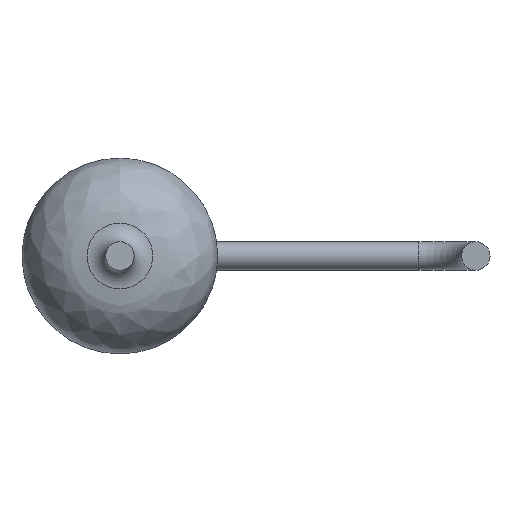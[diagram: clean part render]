
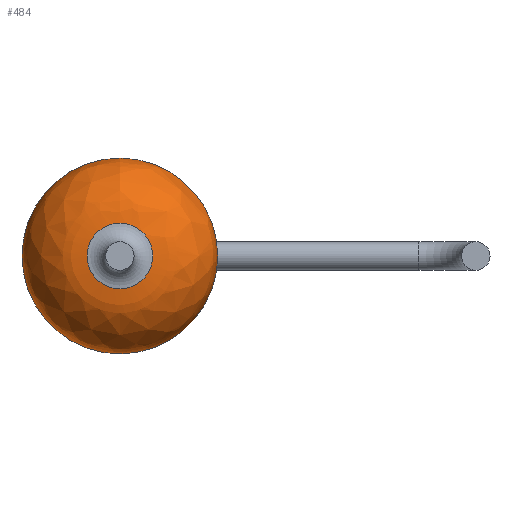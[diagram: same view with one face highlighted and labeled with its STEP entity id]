
A CAD part, front view. The second image highlights one B-rep face of the part: STEP entity #484.
In plain terms, the highlighted free-form (B-spline) face has degree [2, 2] with [3, 9] control points.
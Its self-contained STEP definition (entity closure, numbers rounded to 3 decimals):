
#22=(
BOUNDED_SURFACE()
B_SPLINE_SURFACE(2,2,((#825,#826,#827,#828,#829,#830,#831,#832,#833),(#834,
#835,#836,#837,#838,#839,#840,#841,#842),(#843,#844,#845,#846,#847,#848,
#849,#850,#851)),.UNSPECIFIED.,.F.,.T.,.F.)
B_SPLINE_SURFACE_WITH_KNOTS((3,3),(3,2,2,2,3),(0.,1.52),(-3.142,
-1.571,0.,1.571,3.142),.UNSPECIFIED.)
GEOMETRIC_REPRESENTATION_ITEM()
RATIONAL_B_SPLINE_SURFACE(((1.,0.707,1.,0.707,1.,
0.707,1.,0.707,1.),(0.725,0.512,
0.725,0.512,0.725,0.512,
0.725,0.512,0.725),(1.,0.707,
1.,0.707,1.,0.707,1.,0.707,1.)))
REPRESENTATION_ITEM('')
SURFACE()
);
#48=FACE_OUTER_BOUND('',#81,.T.);
#81=EDGE_LOOP('',(#330,#331,#332,#333,#334,#335));
#153=CIRCLE('',#548,0.922);
#154=CIRCLE('',#549,0.922);
#157=CIRCLE('',#552,1.925);
#158=CIRCLE('',#553,2.75);
#159=CIRCLE('',#554,2.75);
#203=VERTEX_POINT('',#818);
#204=VERTEX_POINT('',#819);
#206=VERTEX_POINT('',#852);
#207=VERTEX_POINT('',#854);
#249=EDGE_CURVE('',#203,#204,#153,.T.);
#250=EDGE_CURVE('',#204,#203,#154,.T.);
#253=EDGE_CURVE('',#204,#206,#157,.T.);
#254=EDGE_CURVE('',#206,#207,#158,.T.);
#255=EDGE_CURVE('',#207,#206,#159,.T.);
#330=ORIENTED_EDGE('',*,*,#249,.F.);
#331=ORIENTED_EDGE('',*,*,#250,.F.);
#332=ORIENTED_EDGE('',*,*,#253,.T.);
#333=ORIENTED_EDGE('',*,*,#254,.T.);
#334=ORIENTED_EDGE('',*,*,#255,.T.);
#335=ORIENTED_EDGE('',*,*,#253,.F.);
#484=ADVANCED_FACE('',(#48),#22,.F.);
#548=AXIS2_PLACEMENT_3D('',#820,#650,#651);
#549=AXIS2_PLACEMENT_3D('',#821,#652,#653);
#552=AXIS2_PLACEMENT_3D('',#853,#658,#659);
#553=AXIS2_PLACEMENT_3D('',#855,#660,#661);
#554=AXIS2_PLACEMENT_3D('',#856,#662,#663);
#650=DIRECTION('center_axis',(0.,-1.,0.));
#651=DIRECTION('ref_axis',(1.,0.,0.));
#652=DIRECTION('center_axis',(0.,-1.,0.));
#653=DIRECTION('ref_axis',(1.,0.,0.));
#658=DIRECTION('center_axis',(-1.,0.,0.));
#659=DIRECTION('ref_axis',(0.,0.,1.));
#660=DIRECTION('center_axis',(0.,-1.,0.));
#661=DIRECTION('ref_axis',(1.,0.,0.));
#662=DIRECTION('center_axis',(0.,-1.,0.));
#663=DIRECTION('ref_axis',(1.,0.,0.));
#818=CARTESIAN_POINT('',(-0.922,0.002,0.));
#819=CARTESIAN_POINT('',(0.,0.002,0.922));
#820=CARTESIAN_POINT('Origin',(0.,0.002,0.));
#821=CARTESIAN_POINT('Origin',(0.,0.002,0.));
#825=CARTESIAN_POINT('Ctrl Pts',(0.,1.925,2.75));
#826=CARTESIAN_POINT('Ctrl Pts',(-2.75,1.925,2.75));
#827=CARTESIAN_POINT('Ctrl Pts',(-2.75,1.925,0.));
#828=CARTESIAN_POINT('Ctrl Pts',(-2.75,1.925,-2.75));
#829=CARTESIAN_POINT('Ctrl Pts',(0.,1.925,-2.75));
#830=CARTESIAN_POINT('Ctrl Pts',(2.75,1.925,-2.75));
#831=CARTESIAN_POINT('Ctrl Pts',(2.75,1.925,0.));
#832=CARTESIAN_POINT('Ctrl Pts',(2.75,1.925,2.75));
#833=CARTESIAN_POINT('Ctrl Pts',(0.,1.925,2.75));
#834=CARTESIAN_POINT('Ctrl Pts',(0.,0.095,2.75));
#835=CARTESIAN_POINT('Ctrl Pts',(-2.75,0.095,2.75));
#836=CARTESIAN_POINT('Ctrl Pts',(-2.75,0.095,0.));
#837=CARTESIAN_POINT('Ctrl Pts',(-2.75,0.095,-2.75));
#838=CARTESIAN_POINT('Ctrl Pts',(0.,0.095,-2.75));
#839=CARTESIAN_POINT('Ctrl Pts',(2.75,0.095,-2.75));
#840=CARTESIAN_POINT('Ctrl Pts',(2.75,0.095,0.));
#841=CARTESIAN_POINT('Ctrl Pts',(2.75,0.095,2.75));
#842=CARTESIAN_POINT('Ctrl Pts',(0.,0.095,2.75));
#843=CARTESIAN_POINT('Ctrl Pts',(0.,0.002,0.922));
#844=CARTESIAN_POINT('Ctrl Pts',(-0.922,0.002,
0.922));
#845=CARTESIAN_POINT('Ctrl Pts',(-0.922,0.002,
0.));
#846=CARTESIAN_POINT('Ctrl Pts',(-0.922,0.002,
-0.922));
#847=CARTESIAN_POINT('Ctrl Pts',(0.,0.002,-0.922));
#848=CARTESIAN_POINT('Ctrl Pts',(0.922,0.002,-0.922));
#849=CARTESIAN_POINT('Ctrl Pts',(0.922,0.002,0.));
#850=CARTESIAN_POINT('Ctrl Pts',(0.922,0.002,0.922));
#851=CARTESIAN_POINT('Ctrl Pts',(0.,0.002,0.922));
#852=CARTESIAN_POINT('',(0.,1.925,2.75));
#853=CARTESIAN_POINT('Origin',(0.,1.925,0.825));
#854=CARTESIAN_POINT('',(-2.75,1.925,0.));
#855=CARTESIAN_POINT('Origin',(0.,1.925,0.));
#856=CARTESIAN_POINT('Origin',(0.,1.925,0.));
